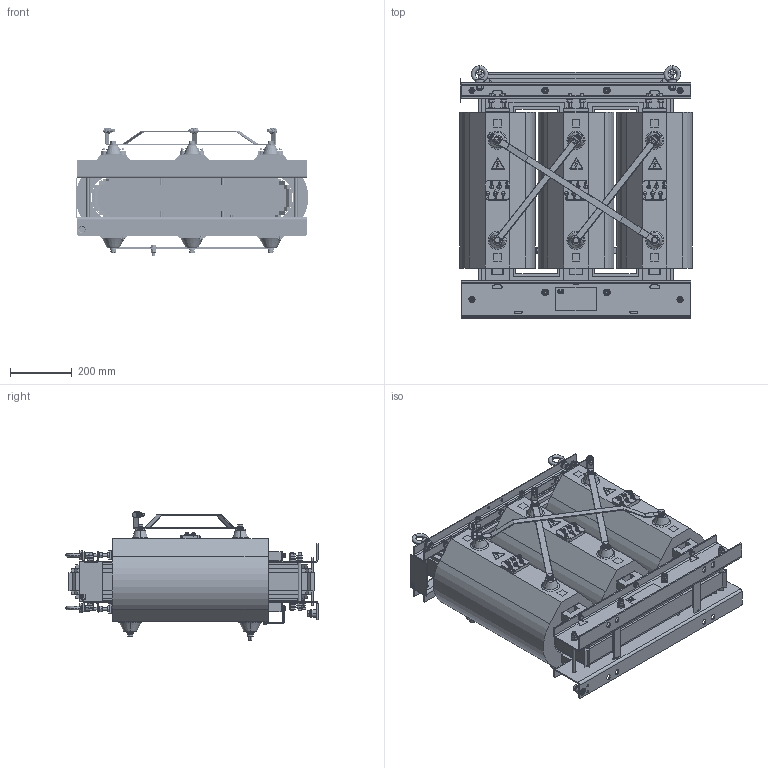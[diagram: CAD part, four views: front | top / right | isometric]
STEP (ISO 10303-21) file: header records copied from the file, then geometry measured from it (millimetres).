
FILE_DESCRIPTION (( 'STEP AP214' ), '1' );
FILE_NAME ('ﾒﾋﾑ-63 ﾄ.Y SIL.STEP', '2022-11-08T08:13:18', ( '' ), ( '' ), 'SwSTEP 2.0', 'SolidWorks 2010', '' );
FILE_SCHEMA (( 'AUTOMOTIVE_DESIGN' ));
Length unit declared in the file: millimetre
Products named in the file (1): ﾒﾋﾑ-63 ﾄ.Y SIL
Bounding box: 754.85 x 818.19 x 417 mm (x, y, z)
Surface area: 7855375.4 mm2 (no closed solid volume)
Topology: 0 solids, 434 shells, 2603 faces, 8649 edges, 6358 vertices
Faces by surface type: plane 1470, cylinder 645, cone 336, torus 90, sphere 42, bspline 20
Entity records: 132116 total; most frequent: CARTESIAN_POINT 28881, DIRECTION 15898, ORIENTED_EDGE 13150, EDGE_CURVE 8649, VERTEX_POINT 6358, AXIS2_PLACEMENT_3D 5861, VECTOR 4176, LINE 4176
